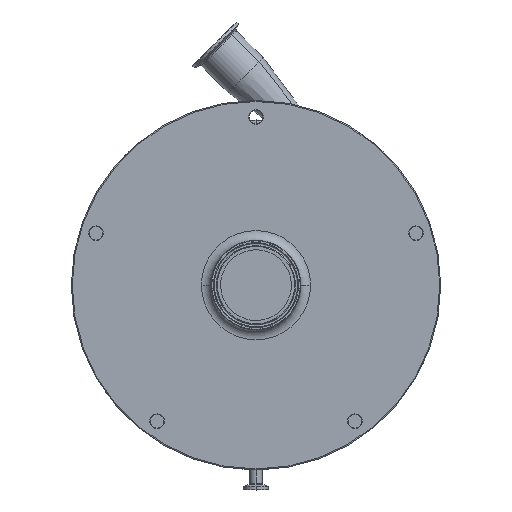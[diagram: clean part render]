
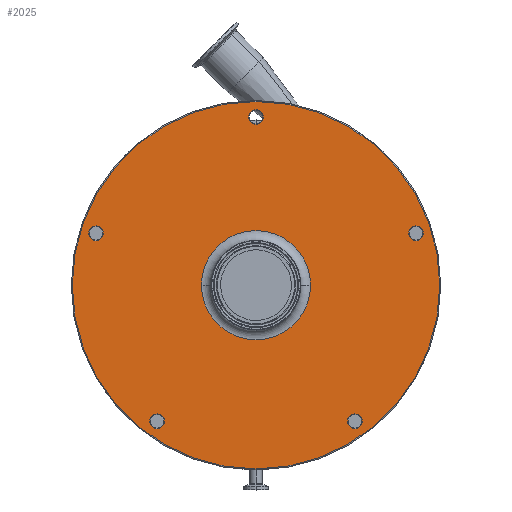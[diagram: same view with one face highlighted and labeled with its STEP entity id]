
A CAD part, top view. The second image highlights one B-rep face of the part: STEP entity #2025.
In plain terms, the highlighted planar face has unit normal (0, 0, 1).
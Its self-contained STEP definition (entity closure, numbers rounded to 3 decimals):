
#84 = CARTESIAN_POINT ( 'NONE',  ( -56., 0., 289. ) ) ;
#160 = FACE_BOUND ( 'NONE', #2234, .T. ) ;
#223 = AXIS2_PLACEMENT_3D ( 'NONE', #5906, #5799, #5249 ) ;
#275 = CIRCLE ( 'NONE', #2141, 7.5 ) ;
#326 = EDGE_CURVE ( 'NONE', #2299, #3535, #5166, .T. ) ;
#330 = CARTESIAN_POINT ( 'NONE',  ( 0., 189.5, 289. ) ) ;
#381 = EDGE_CURVE ( 'NONE', #6042, #3360, #5410, .T. ) ;
#395 = CIRCLE ( 'NONE', #5563, 56. ) ;
#419 = DIRECTION ( 'NONE',  ( -1., 0., 0. ) ) ;
#461 = CARTESIAN_POINT ( 'NONE',  ( -164.057, 60.805, 289. ) ) ;
#538 = VERTEX_POINT ( 'NONE', #5111 ) ;
#542 = VERTEX_POINT ( 'NONE', #84 ) ;
#585 = EDGE_LOOP ( 'NONE', ( #1331, #5807 ) ) ;
#672 = ORIENTED_EDGE ( 'NONE', *, *, #3408, .F. ) ;
#721 = CIRCLE ( 'NONE', #3375, 7.5 ) ;
#735 = EDGE_LOOP ( 'NONE', ( #2054, #5200 ) ) ;
#770 = DIRECTION ( 'NONE',  ( 0., 0., 1. ) ) ;
#797 = CARTESIAN_POINT ( 'NONE',  ( 56., 0., 289. ) ) ;
#850 = EDGE_LOOP ( 'NONE', ( #5417, #6832 ) ) ;
#883 = DIRECTION ( 'NONE',  ( 0., -1., 0. ) ) ;
#1036 = DIRECTION ( 'NONE',  ( 0., 0., 1. ) ) ;
#1045 = DIRECTION ( 'NONE',  ( 0., 0., 1. ) ) ;
#1046 = DIRECTION ( 'NONE',  ( 1., 0., 0. ) ) ;
#1078 = CARTESIAN_POINT ( 'NONE',  ( 0., 0., 289. ) ) ;
#1206 = CIRCLE ( 'NONE', #2138, 7.5 ) ;
#1246 = DIRECTION ( 'NONE',  ( 0., 0., 1. ) ) ;
#1331 = ORIENTED_EDGE ( 'NONE', *, *, #3397, .T. ) ;
#1383 = CIRCLE ( 'NONE', #5279, 7.5 ) ;
#1439 = AXIS2_PLACEMENT_3D ( 'NONE', #6742, #3422, #4976 ) ;
#1450 = AXIS2_PLACEMENT_3D ( 'NONE', #1078, #1036, #5506 ) ;
#1570 = FACE_OUTER_BOUND ( 'NONE', #735, .T. ) ;
#1605 = EDGE_CURVE ( 'NONE', #3360, #6042, #5631, .T. ) ;
#1696 = CARTESIAN_POINT ( 'NONE',  ( -101.393, -139.555, 289. ) ) ;
#1703 = EDGE_CURVE ( 'NONE', #6058, #5429, #1383, .T. ) ;
#1824 = VERTEX_POINT ( 'NONE', #797 ) ;
#1907 = CIRCLE ( 'NONE', #4085, 56. ) ;
#1926 = CARTESIAN_POINT ( 'NONE',  ( -188.5, 0., 289. ) ) ;
#2025 = ADVANCED_FACE ( 'NONE', ( #5084, #160, #2379, #5666, #2122, #1570, #3227 ), #2690, .F. ) ;
#2054 = ORIENTED_EDGE ( 'NONE', *, *, #4631, .T. ) ;
#2122 = FACE_BOUND ( 'NONE', #4591, .T. ) ;
#2138 = AXIS2_PLACEMENT_3D ( 'NONE', #5981, #1045, #4802 ) ;
#2141 = AXIS2_PLACEMENT_3D ( 'NONE', #6242, #6772, #883 ) ;
#2206 = VERTEX_POINT ( 'NONE', #5020 ) ;
#2234 = EDGE_LOOP ( 'NONE', ( #2312, #672 ) ) ;
#2299 = VERTEX_POINT ( 'NONE', #2582 ) ;
#2312 = ORIENTED_EDGE ( 'NONE', *, *, #1703, .F. ) ;
#2379 = FACE_BOUND ( 'NONE', #4068, .T. ) ;
#2383 = CIRCLE ( 'NONE', #3979, 7.5 ) ;
#2384 = DIRECTION ( 'NONE',  ( 0., 0., -1. ) ) ;
#2399 = ORIENTED_EDGE ( 'NONE', *, *, #381, .F. ) ;
#2427 = EDGE_CURVE ( 'NONE', #3936, #5682, #4739, .T. ) ;
#2433 = DIRECTION ( 'NONE',  ( 0., -1., 0. ) ) ;
#2464 = CARTESIAN_POINT ( 'NONE',  ( -7.5, 172.5, 289. ) ) ;
#2582 = CARTESIAN_POINT ( 'NONE',  ( 164.057, 60.805, 289. ) ) ;
#2690 = PLANE ( 'NONE',  #6993 ) ;
#2715 = AXIS2_PLACEMENT_3D ( 'NONE', #6203, #1246, #4586 ) ;
#3041 = EDGE_LOOP ( 'NONE', ( #3776, #4465 ) ) ;
#3090 = DIRECTION ( 'NONE',  ( -1., 0., 0. ) ) ;
#3102 = DIRECTION ( 'NONE',  ( -1., 0., 0. ) ) ;
#3130 = AXIS2_PLACEMENT_3D ( 'NONE', #5950, #6526, #1046 ) ;
#3157 = CARTESIAN_POINT ( 'NONE',  ( 164.057, 45.805, 289. ) ) ;
#3195 = EDGE_CURVE ( 'NONE', #1824, #542, #395, .T. ) ;
#3215 = DIRECTION ( 'NONE',  ( 0., 0., 1. ) ) ;
#3227 = FACE_BOUND ( 'NONE', #585, .T. ) ;
#3360 = VERTEX_POINT ( 'NONE', #7090 ) ;
#3375 = AXIS2_PLACEMENT_3D ( 'NONE', #6767, #6840, #5178 ) ;
#3397 = EDGE_CURVE ( 'NONE', #542, #1824, #1907, .T. ) ;
#3408 = EDGE_CURVE ( 'NONE', #5429, #6058, #7051, .T. ) ;
#3410 = EDGE_CURVE ( 'NONE', #6290, #2206, #275, .T. ) ;
#3422 = DIRECTION ( 'NONE',  ( 0., 0., 1. ) ) ;
#3535 = VERTEX_POINT ( 'NONE', #3157 ) ;
#3599 = CARTESIAN_POINT ( 'NONE',  ( 0., 0., 289. ) ) ;
#3620 = ORIENTED_EDGE ( 'NONE', *, *, #3410, .F. ) ;
#3776 = ORIENTED_EDGE ( 'NONE', *, *, #6841, .F. ) ;
#3874 = EDGE_CURVE ( 'NONE', #2206, #6290, #2383, .T. ) ;
#3922 = AXIS2_PLACEMENT_3D ( 'NONE', #4864, #5918, #5402 ) ;
#3935 = CARTESIAN_POINT ( 'NONE',  ( 0., 0., 289. ) ) ;
#3936 = VERTEX_POINT ( 'NONE', #5212 ) ;
#3979 = AXIS2_PLACEMENT_3D ( 'NONE', #5169, #770, #2433 ) ;
#4068 = EDGE_LOOP ( 'NONE', ( #4944, #3620 ) ) ;
#4085 = AXIS2_PLACEMENT_3D ( 'NONE', #4725, #2384, #5050 ) ;
#4462 = VERTEX_POINT ( 'NONE', #461 ) ;
#4465 = ORIENTED_EDGE ( 'NONE', *, *, #326, .F. ) ;
#4586 = DIRECTION ( 'NONE',  ( 0., -1., 0. ) ) ;
#4591 = EDGE_LOOP ( 'NONE', ( #5583, #2399 ) ) ;
#4631 = EDGE_CURVE ( 'NONE', #5682, #3936, #5577, .T. ) ;
#4725 = CARTESIAN_POINT ( 'NONE',  ( 0., 0., 289. ) ) ;
#4737 = DIRECTION ( 'NONE',  ( 0., 0., -1. ) ) ;
#4739 = CIRCLE ( 'NONE', #5424, 188.5 ) ;
#4802 = DIRECTION ( 'NONE',  ( 0., -1., 0. ) ) ;
#4831 = CARTESIAN_POINT ( 'NONE',  ( -101.393, -132.055, 289. ) ) ;
#4864 = CARTESIAN_POINT ( 'NONE',  ( 164.057, 53.305, 289. ) ) ;
#4944 = ORIENTED_EDGE ( 'NONE', *, *, #3874, .F. ) ;
#4976 = DIRECTION ( 'NONE',  ( 0., -1., 0. ) ) ;
#5020 = CARTESIAN_POINT ( 'NONE',  ( 101.393, -147.055, 289. ) ) ;
#5050 = DIRECTION ( 'NONE',  ( -1., 0., 0. ) ) ;
#5084 = FACE_BOUND ( 'NONE', #850, .T. ) ;
#5111 = CARTESIAN_POINT ( 'NONE',  ( -164.057, 45.805, 289. ) ) ;
#5166 = CIRCLE ( 'NONE', #3922, 7.5 ) ;
#5169 = CARTESIAN_POINT ( 'NONE',  ( 101.393, -139.555, 289. ) ) ;
#5178 = DIRECTION ( 'NONE',  ( 0., -1., 0. ) ) ;
#5200 = ORIENTED_EDGE ( 'NONE', *, *, #2427, .T. ) ;
#5212 = CARTESIAN_POINT ( 'NONE',  ( 188.5, 0., 289. ) ) ;
#5249 = DIRECTION ( 'NONE',  ( 1., 0., 0. ) ) ;
#5279 = AXIS2_PLACEMENT_3D ( 'NONE', #1696, #3215, #5430 ) ;
#5402 = DIRECTION ( 'NONE',  ( 0., -1., 0. ) ) ;
#5410 = CIRCLE ( 'NONE', #3130, 7.5 ) ;
#5417 = ORIENTED_EDGE ( 'NONE', *, *, #5648, .F. ) ;
#5424 = AXIS2_PLACEMENT_3D ( 'NONE', #3935, #5783, #3102 ) ;
#5429 = VERTEX_POINT ( 'NONE', #4831 ) ;
#5430 = DIRECTION ( 'NONE',  ( 0., -1., 0. ) ) ;
#5506 = DIRECTION ( 'NONE',  ( -1., 0., 0. ) ) ;
#5563 = AXIS2_PLACEMENT_3D ( 'NONE', #3599, #4737, #419 ) ;
#5577 = CIRCLE ( 'NONE', #1450, 188.5 ) ;
#5583 = ORIENTED_EDGE ( 'NONE', *, *, #1605, .F. ) ;
#5631 = CIRCLE ( 'NONE', #223, 7.5 ) ;
#5648 = EDGE_CURVE ( 'NONE', #538, #4462, #721, .T. ) ;
#5666 = FACE_BOUND ( 'NONE', #3041, .T. ) ;
#5682 = VERTEX_POINT ( 'NONE', #1926 ) ;
#5783 = DIRECTION ( 'NONE',  ( 0., 0., 1. ) ) ;
#5796 = CIRCLE ( 'NONE', #1439, 7.5 ) ;
#5799 = DIRECTION ( 'NONE',  ( 0., 0., 1. ) ) ;
#5807 = ORIENTED_EDGE ( 'NONE', *, *, #3195, .T. ) ;
#5906 = CARTESIAN_POINT ( 'NONE',  ( 0., 172.5, 289. ) ) ;
#5918 = DIRECTION ( 'NONE',  ( 0., 0., 1. ) ) ;
#5950 = CARTESIAN_POINT ( 'NONE',  ( 0., 172.5, 289. ) ) ;
#5981 = CARTESIAN_POINT ( 'NONE',  ( -164.057, 53.305, 289. ) ) ;
#6042 = VERTEX_POINT ( 'NONE', #2464 ) ;
#6058 = VERTEX_POINT ( 'NONE', #6824 ) ;
#6203 = CARTESIAN_POINT ( 'NONE',  ( -101.393, -139.555, 289. ) ) ;
#6242 = CARTESIAN_POINT ( 'NONE',  ( 101.393, -139.555, 289. ) ) ;
#6290 = VERTEX_POINT ( 'NONE', #6676 ) ;
#6526 = DIRECTION ( 'NONE',  ( 0., 0., 1. ) ) ;
#6676 = CARTESIAN_POINT ( 'NONE',  ( 101.393, -132.055, 289. ) ) ;
#6742 = CARTESIAN_POINT ( 'NONE',  ( 164.057, 53.305, 289. ) ) ;
#6767 = CARTESIAN_POINT ( 'NONE',  ( -164.057, 53.305, 289. ) ) ;
#6772 = DIRECTION ( 'NONE',  ( 0., 0., 1. ) ) ;
#6824 = CARTESIAN_POINT ( 'NONE',  ( -101.393, -147.055, 289. ) ) ;
#6832 = ORIENTED_EDGE ( 'NONE', *, *, #6985, .F. ) ;
#6840 = DIRECTION ( 'NONE',  ( 0., 0., 1. ) ) ;
#6841 = EDGE_CURVE ( 'NONE', #3535, #2299, #5796, .T. ) ;
#6985 = EDGE_CURVE ( 'NONE', #4462, #538, #1206, .T. ) ;
#6993 = AXIS2_PLACEMENT_3D ( 'NONE', #330, #7053, #3090 ) ;
#7051 = CIRCLE ( 'NONE', #2715, 7.5 ) ;
#7053 = DIRECTION ( 'NONE',  ( 0., 0., -1. ) ) ;
#7090 = CARTESIAN_POINT ( 'NONE',  ( 7.5, 172.5, 289. ) ) ;
